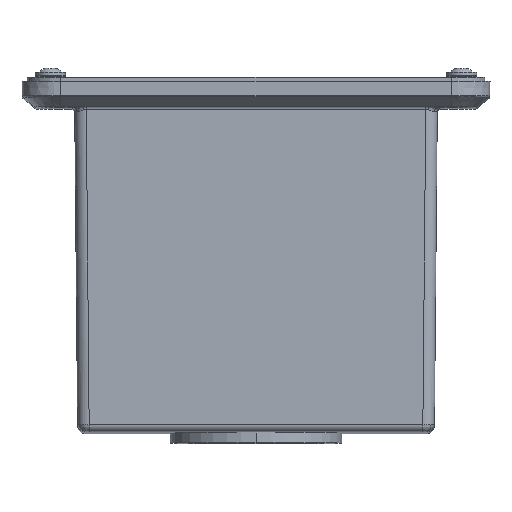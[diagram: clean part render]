
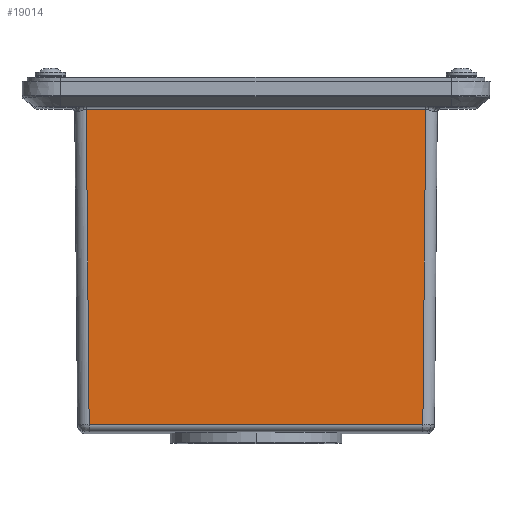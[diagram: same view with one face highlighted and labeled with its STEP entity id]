
A CAD part, front view. The second image highlights one B-rep face of the part: STEP entity #19014.
In plain terms, the highlighted face is planar.
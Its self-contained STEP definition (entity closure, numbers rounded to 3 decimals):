
#559 = VERTEX_POINT ( 'NONE', #5432 ) ;
#2147 = DIRECTION ( 'NONE',  ( -0.009, -0.009, -1. ) ) ;
#2696 = VERTEX_POINT ( 'NONE', #20422 ) ;
#2930 = LINE ( 'NONE', #16730, #8121 ) ;
#4674 = VECTOR ( 'NONE', #2147, 1000. ) ;
#4729 = DIRECTION ( 'NONE',  ( 0., -1., 0.009 ) ) ;
#4800 = EDGE_CURVE ( 'NONE', #559, #2696, #2930, .T. ) ;
#5432 = CARTESIAN_POINT ( 'NONE',  ( -80.878, 6.679, 13.443 ) ) ;
#5605 = CARTESIAN_POINT ( 'NONE',  ( 80.887, 6.67, 12.45 ) ) ;
#5950 = ORIENTED_EDGE ( 'NONE', *, *, #15126, .T. ) ;
#6150 = AXIS2_PLACEMENT_3D ( 'NONE', #14598, #4729, #16296 ) ;
#7149 = FACE_OUTER_BOUND ( 'NONE', #21152, .T. ) ;
#8121 = VECTOR ( 'NONE', #10093, 1000. ) ;
#9355 = VECTOR ( 'NONE', #10071, 1000. ) ;
#10005 = PLANE ( 'NONE',  #6150 ) ;
#10071 = DIRECTION ( 'NONE',  ( -1., 0., 0. ) ) ;
#10093 = DIRECTION ( 'NONE',  ( 1., 0., 0. ) ) ;
#10114 = CARTESIAN_POINT ( 'NONE',  ( -80.887, 6.67, 12.45 ) ) ;
#10262 = VERTEX_POINT ( 'NONE', #18858 ) ;
#10635 = LINE ( 'NONE', #5605, #14724 ) ;
#11567 = VERTEX_POINT ( 'NONE', #17921 ) ;
#11910 = LINE ( 'NONE', #14877, #9355 ) ;
#12040 = ORIENTED_EDGE ( 'NONE', *, *, #13743, .T. ) ;
#13743 = EDGE_CURVE ( 'NONE', #10262, #559, #17356, .T. ) ;
#13825 = EDGE_CURVE ( 'NONE', #11567, #2696, #10635, .T. ) ;
#13846 = ORIENTED_EDGE ( 'NONE', *, *, #13825, .F. ) ;
#14390 = ORIENTED_EDGE ( 'NONE', *, *, #4800, .T. ) ;
#14598 = CARTESIAN_POINT ( 'NONE',  ( -275.675, 6.671, 12.5 ) ) ;
#14724 = VECTOR ( 'NONE', #18853, 1000. ) ;
#14877 = CARTESIAN_POINT ( 'NONE',  ( -275.675, 8.041, 163.532 ) ) ;
#15126 = EDGE_CURVE ( 'NONE', #11567, #10262, #11910, .T. ) ;
#16296 = DIRECTION ( 'NONE',  ( 0., -0.009, -1. ) ) ;
#16730 = CARTESIAN_POINT ( 'NONE',  ( -275.675, 6.679, 13.443 ) ) ;
#17356 = LINE ( 'NONE', #10114, #4674 ) ;
#17921 = CARTESIAN_POINT ( 'NONE',  ( 79.509, 8.041, 163.532 ) ) ;
#18853 = DIRECTION ( 'NONE',  ( 0.009, -0.009, -1. ) ) ;
#18858 = CARTESIAN_POINT ( 'NONE',  ( -79.509, 8.041, 163.532 ) ) ;
#19014 = ADVANCED_FACE ( 'NONE', ( #7149 ), #10005, .T. ) ;
#20422 = CARTESIAN_POINT ( 'NONE',  ( 80.878, 6.679, 13.443 ) ) ;
#21152 = EDGE_LOOP ( 'NONE', ( #12040, #14390, #13846, #5950 ) ) ;
